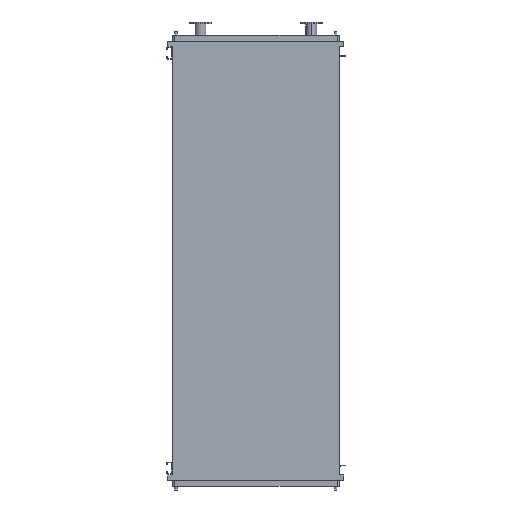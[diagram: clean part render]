
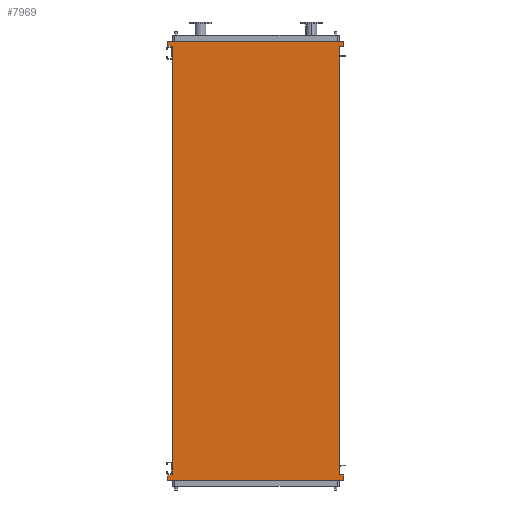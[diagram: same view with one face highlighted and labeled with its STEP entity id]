
A CAD part, front view. The second image highlights one B-rep face of the part: STEP entity #7969.
In plain terms, the highlighted planar face has unit normal (0, -1, 0).
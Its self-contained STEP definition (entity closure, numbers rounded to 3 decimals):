
#6 = FACE_OUTER_BOUND ( 'NONE', #9061, .T. ) ;
#224 = LINE ( 'NONE', #4266, #11225 ) ;
#328 = ORIENTED_EDGE ( 'NONE', *, *, #7280, .F. ) ;
#443 = CARTESIAN_POINT ( 'NONE',  ( 891., 0., -4293. ) ) ;
#614 = LINE ( 'NONE', #6458, #6386 ) ;
#668 = ORIENTED_EDGE ( 'NONE', *, *, #9234, .F. ) ;
#767 = DIRECTION ( 'NONE',  ( 0., 0., 1. ) ) ;
#862 = VERTEX_POINT ( 'NONE', #9664 ) ;
#1318 = EDGE_CURVE ( 'NONE', #4319, #3906, #8424, .T. ) ;
#1328 = VECTOR ( 'NONE', #8536, 1000. ) ;
#1999 = LINE ( 'NONE', #6850, #9829 ) ;
#2109 = DIRECTION ( 'NONE',  ( 0., 0., 1. ) ) ;
#2391 = ORIENTED_EDGE ( 'NONE', *, *, #1318, .F. ) ;
#2437 = DIRECTION ( 'NONE',  ( -1., 0., 0. ) ) ;
#2898 = DIRECTION ( 'NONE',  ( 0., 0., -1. ) ) ;
#3159 = CARTESIAN_POINT ( 'NONE',  ( -891., 0., -4345. ) ) ;
#3206 = CARTESIAN_POINT ( 'NONE',  ( 845., 0., -4250. ) ) ;
#3226 = VECTOR ( 'NONE', #5949, 1000. ) ;
#3335 = CARTESIAN_POINT ( 'NONE',  ( 891., 0., -4293. ) ) ;
#3374 = DIRECTION ( 'NONE',  ( -1., 0., 0. ) ) ;
#3404 = VERTEX_POINT ( 'NONE', #5134 ) ;
#3526 = DIRECTION ( 'NONE',  ( 1., 0., 0. ) ) ;
#3646 = LINE ( 'NONE', #443, #1328 ) ;
#3658 = VECTOR ( 'NONE', #7138, 1000. ) ;
#3787 = ORIENTED_EDGE ( 'NONE', *, *, #6103, .F. ) ;
#3906 = VERTEX_POINT ( 'NONE', #4326 ) ;
#3987 = DIRECTION ( 'NONE',  ( 0., -1., 0. ) ) ;
#4266 = CARTESIAN_POINT ( 'NONE',  ( 845., 0., -4293. ) ) ;
#4319 = VERTEX_POINT ( 'NONE', #11560 ) ;
#4326 = CARTESIAN_POINT ( 'NONE',  ( -845., 0., -4293. ) ) ;
#4472 = CARTESIAN_POINT ( 'NONE',  ( 845., 0., 43. ) ) ;
#4511 = EDGE_CURVE ( 'NONE', #6479, #6368, #3646, .T. ) ;
#4798 = EDGE_CURVE ( 'NONE', #3404, #6479, #224, .T. ) ;
#4831 = CARTESIAN_POINT ( 'NONE',  ( -845., 0., 43. ) ) ;
#5121 = VERTEX_POINT ( 'NONE', #8807 ) ;
#5134 = CARTESIAN_POINT ( 'NONE',  ( 845., 0., -4293. ) ) ;
#5282 = LINE ( 'NONE', #3206, #3658 ) ;
#5716 = AXIS2_PLACEMENT_3D ( 'NONE', #10733, #3987, #11885 ) ;
#5790 = EDGE_CURVE ( 'NONE', #10262, #7912, #11223, .T. ) ;
#5851 = CARTESIAN_POINT ( 'NONE',  ( 845., 0., 43. ) ) ;
#5949 = DIRECTION ( 'NONE',  ( 0., 0., 1. ) ) ;
#6052 = CARTESIAN_POINT ( 'NONE',  ( 891., 0., 43. ) ) ;
#6103 = EDGE_CURVE ( 'NONE', #5121, #7100, #8005, .T. ) ;
#6110 = EDGE_CURVE ( 'NONE', #6841, #4319, #11918, .T. ) ;
#6172 = VECTOR ( 'NONE', #2898, 1000. ) ;
#6368 = VERTEX_POINT ( 'NONE', #10673 ) ;
#6386 = VECTOR ( 'NONE', #12234, 1000. ) ;
#6458 = CARTESIAN_POINT ( 'NONE',  ( 891., 0., -4345. ) ) ;
#6479 = VERTEX_POINT ( 'NONE', #3335 ) ;
#6749 = ORIENTED_EDGE ( 'NONE', *, *, #5790, .F. ) ;
#6841 = VERTEX_POINT ( 'NONE', #9934 ) ;
#6850 = CARTESIAN_POINT ( 'NONE',  ( -845., 0., -4250. ) ) ;
#6900 = VECTOR ( 'NONE', #3374, 1000. ) ;
#7033 = DIRECTION ( 'NONE',  ( 1., 0., 0. ) ) ;
#7100 = VERTEX_POINT ( 'NONE', #7491 ) ;
#7138 = DIRECTION ( 'NONE',  ( 0., 0., 1. ) ) ;
#7280 = EDGE_CURVE ( 'NONE', #862, #5121, #10828, .T. ) ;
#7491 = CARTESIAN_POINT ( 'NONE',  ( 891., 0., 95. ) ) ;
#7512 = CARTESIAN_POINT ( 'NONE',  ( -891., 0., -4293. ) ) ;
#7541 = CARTESIAN_POINT ( 'NONE',  ( -891., 0., 43. ) ) ;
#7795 = VECTOR ( 'NONE', #2437, 1000. ) ;
#7912 = VERTEX_POINT ( 'NONE', #5851 ) ;
#7969 = ADVANCED_FACE ( 'NONE', ( #6 ), #9890, .T. ) ;
#8005 = LINE ( 'NONE', #11971, #12638 ) ;
#8054 = LINE ( 'NONE', #6052, #6172 ) ;
#8129 = VERTEX_POINT ( 'NONE', #4831 ) ;
#8341 = EDGE_CURVE ( 'NONE', #3404, #7912, #5282, .T. ) ;
#8381 = LINE ( 'NONE', #7541, #7795 ) ;
#8424 = LINE ( 'NONE', #7512, #11185 ) ;
#8536 = DIRECTION ( 'NONE',  ( 0., 0., -1. ) ) ;
#8807 = CARTESIAN_POINT ( 'NONE',  ( -891., 0., 95. ) ) ;
#9061 = EDGE_LOOP ( 'NONE', ( #11075, #6749, #10068, #3787, #328, #12303, #668, #2391, #11663, #10915, #9860, #10623 ) ) ;
#9234 = EDGE_CURVE ( 'NONE', #3906, #8129, #1999, .T. ) ;
#9335 = CARTESIAN_POINT ( 'NONE',  ( 891., 0., 43. ) ) ;
#9664 = CARTESIAN_POINT ( 'NONE',  ( -891., 0., 43. ) ) ;
#9829 = VECTOR ( 'NONE', #767, 1000. ) ;
#9860 = ORIENTED_EDGE ( 'NONE', *, *, #4511, .F. ) ;
#9890 = PLANE ( 'NONE',  #5716 ) ;
#9918 = CARTESIAN_POINT ( 'NONE',  ( -891., 0., 95. ) ) ;
#9934 = CARTESIAN_POINT ( 'NONE',  ( -891., 0., -4345. ) ) ;
#10068 = ORIENTED_EDGE ( 'NONE', *, *, #11210, .F. ) ;
#10163 = EDGE_CURVE ( 'NONE', #8129, #862, #8381, .T. ) ;
#10171 = DIRECTION ( 'NONE',  ( 1., 0., 0. ) ) ;
#10262 = VERTEX_POINT ( 'NONE', #9335 ) ;
#10623 = ORIENTED_EDGE ( 'NONE', *, *, #4798, .F. ) ;
#10673 = CARTESIAN_POINT ( 'NONE',  ( 891., 0., -4345. ) ) ;
#10733 = CARTESIAN_POINT ( 'NONE',  ( -845., 0., -4250. ) ) ;
#10828 = LINE ( 'NONE', #9918, #3226 ) ;
#10915 = ORIENTED_EDGE ( 'NONE', *, *, #12353, .F. ) ;
#11075 = ORIENTED_EDGE ( 'NONE', *, *, #8341, .T. ) ;
#11185 = VECTOR ( 'NONE', #3526, 1000. ) ;
#11210 = EDGE_CURVE ( 'NONE', #7100, #10262, #8054, .T. ) ;
#11223 = LINE ( 'NONE', #4472, #6900 ) ;
#11225 = VECTOR ( 'NONE', #10171, 1000. ) ;
#11560 = CARTESIAN_POINT ( 'NONE',  ( -891., 0., -4293. ) ) ;
#11663 = ORIENTED_EDGE ( 'NONE', *, *, #6110, .F. ) ;
#11885 = DIRECTION ( 'NONE',  ( 0., 0., -1. ) ) ;
#11918 = LINE ( 'NONE', #3159, #12017 ) ;
#11971 = CARTESIAN_POINT ( 'NONE',  ( 891., 0., 95. ) ) ;
#12017 = VECTOR ( 'NONE', #2109, 1000. ) ;
#12234 = DIRECTION ( 'NONE',  ( -1., 0., 0. ) ) ;
#12303 = ORIENTED_EDGE ( 'NONE', *, *, #10163, .F. ) ;
#12353 = EDGE_CURVE ( 'NONE', #6368, #6841, #614, .T. ) ;
#12638 = VECTOR ( 'NONE', #7033, 1000. ) ;
